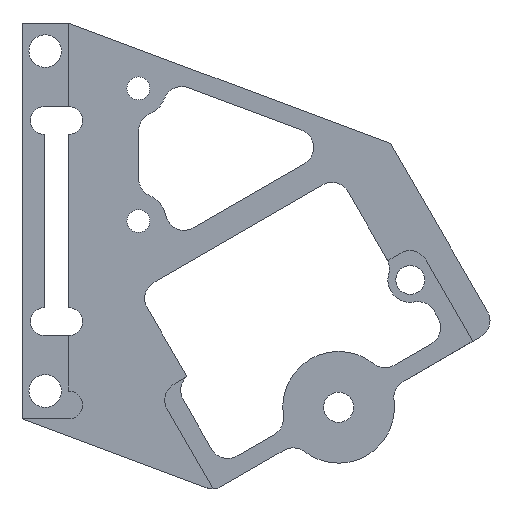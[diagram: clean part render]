
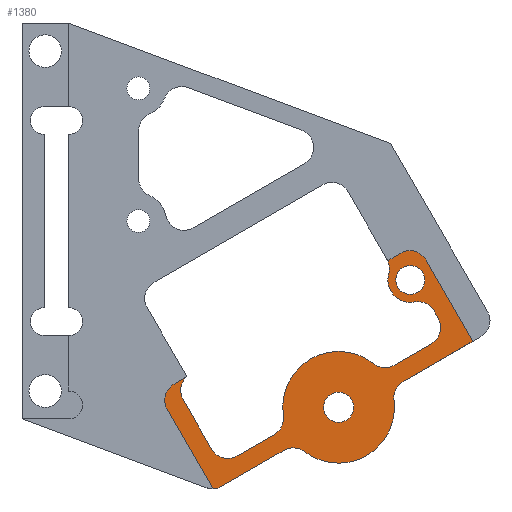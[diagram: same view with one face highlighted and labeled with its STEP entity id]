
A CAD part, left-side view. The second image highlights one B-rep face of the part: STEP entity #1380.
In plain terms, the highlighted planar face has unit normal (-1, 0, 0).
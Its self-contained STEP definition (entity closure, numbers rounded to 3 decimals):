
#23=FACE_BOUND('',#149,.T.);
#24=FACE_BOUND('',#150,.T.);
#32=PLANE('',#1512);
#71=FACE_OUTER_BOUND('',#148,.T.);
#148=EDGE_LOOP('',(#956,#957,#958,#959,#960,#961,#962,#963,#964,#965,#966,
#967,#968,#969,#970,#971,#972,#973,#974,#975,#976,#977,#978,#979,#980));
#149=EDGE_LOOP('',(#981));
#150=EDGE_LOOP('',(#982));
#245=LINE('',#2162,#370);
#246=LINE('',#2171,#371);
#247=LINE('',#2173,#372);
#248=LINE('',#2177,#373);
#249=LINE('',#2185,#374);
#250=LINE('',#2189,#375);
#251=LINE('',#2197,#376);
#252=LINE('',#2201,#377);
#253=LINE('',#2205,#378);
#254=LINE('',#2208,#379);
#370=VECTOR('',#1737,10.);
#371=VECTOR('',#1746,10.);
#372=VECTOR('',#1747,10.);
#373=VECTOR('',#1750,10.);
#374=VECTOR('',#1757,10.);
#375=VECTOR('',#1760,10.);
#376=VECTOR('',#1767,10.);
#377=VECTOR('',#1770,10.);
#378=VECTOR('',#1773,10.);
#379=VECTOR('',#1776,10.);
#472=CIRCLE('',#1475,1.55);
#474=CIRCLE('',#1478,1.621);
#477=CIRCLE('',#1482,2.);
#505=CIRCLE('',#1513,2.);
#506=CIRCLE('',#1514,6.);
#507=CIRCLE('',#1515,2.);
#508=CIRCLE('',#1516,2.);
#509=CIRCLE('',#1517,2.);
#510=CIRCLE('',#1518,2.4);
#511=CIRCLE('',#1519,2.);
#512=CIRCLE('',#1520,2.);
#513=CIRCLE('',#1521,2.);
#514=CIRCLE('',#1522,6.);
#515=CIRCLE('',#1523,2.);
#516=CIRCLE('',#1524,2.);
#517=CIRCLE('',#1525,2.);
#518=CIRCLE('',#1526,2.);
#546=VERTEX_POINT('',#2041);
#548=VERTEX_POINT('',#2047);
#552=VERTEX_POINT('',#2056);
#553=VERTEX_POINT('',#2058);
#602=VERTEX_POINT('',#2160);
#603=VERTEX_POINT('',#2164);
#604=VERTEX_POINT('',#2166);
#605=VERTEX_POINT('',#2168);
#606=VERTEX_POINT('',#2170);
#607=VERTEX_POINT('',#2172);
#608=VERTEX_POINT('',#2174);
#609=VERTEX_POINT('',#2176);
#610=VERTEX_POINT('',#2178);
#611=VERTEX_POINT('',#2180);
#612=VERTEX_POINT('',#2182);
#613=VERTEX_POINT('',#2184);
#614=VERTEX_POINT('',#2186);
#615=VERTEX_POINT('',#2188);
#616=VERTEX_POINT('',#2190);
#617=VERTEX_POINT('',#2192);
#618=VERTEX_POINT('',#2194);
#619=VERTEX_POINT('',#2196);
#620=VERTEX_POINT('',#2198);
#621=VERTEX_POINT('',#2200);
#622=VERTEX_POINT('',#2202);
#623=VERTEX_POINT('',#2204);
#624=VERTEX_POINT('',#2206);
#681=EDGE_CURVE('',#546,#546,#472,.T.);
#684=EDGE_CURVE('',#548,#548,#474,.T.);
#689=EDGE_CURVE('',#553,#552,#477,.T.);
#741=EDGE_CURVE('',#552,#602,#245,.T.);
#742=EDGE_CURVE('',#602,#603,#505,.T.);
#743=EDGE_CURVE('',#603,#604,#506,.T.);
#744=EDGE_CURVE('',#604,#605,#507,.T.);
#745=EDGE_CURVE('',#605,#606,#246,.T.);
#746=EDGE_CURVE('',#606,#607,#247,.T.);
#747=EDGE_CURVE('',#608,#607,#508,.T.);
#748=EDGE_CURVE('',#608,#609,#248,.T.);
#749=EDGE_CURVE('',#609,#610,#509,.T.);
#750=EDGE_CURVE('',#610,#611,#510,.T.);
#751=EDGE_CURVE('',#611,#612,#511,.T.);
#752=EDGE_CURVE('',#612,#613,#249,.T.);
#753=EDGE_CURVE('',#613,#614,#512,.T.);
#754=EDGE_CURVE('',#614,#615,#250,.T.);
#755=EDGE_CURVE('',#615,#616,#513,.T.);
#756=EDGE_CURVE('',#616,#617,#514,.T.);
#757=EDGE_CURVE('',#617,#618,#515,.T.);
#758=EDGE_CURVE('',#618,#619,#251,.T.);
#759=EDGE_CURVE('',#619,#620,#516,.T.);
#760=EDGE_CURVE('',#620,#621,#252,.T.);
#761=EDGE_CURVE('',#622,#621,#517,.F.);
#762=EDGE_CURVE('',#622,#623,#253,.T.);
#763=EDGE_CURVE('',#624,#623,#518,.T.);
#764=EDGE_CURVE('',#624,#553,#254,.T.);
#956=ORIENTED_EDGE('',*,*,#689,.T.);
#957=ORIENTED_EDGE('',*,*,#741,.T.);
#958=ORIENTED_EDGE('',*,*,#742,.T.);
#959=ORIENTED_EDGE('',*,*,#743,.T.);
#960=ORIENTED_EDGE('',*,*,#744,.T.);
#961=ORIENTED_EDGE('',*,*,#745,.T.);
#962=ORIENTED_EDGE('',*,*,#746,.T.);
#963=ORIENTED_EDGE('',*,*,#747,.F.);
#964=ORIENTED_EDGE('',*,*,#748,.T.);
#965=ORIENTED_EDGE('',*,*,#749,.T.);
#966=ORIENTED_EDGE('',*,*,#750,.T.);
#967=ORIENTED_EDGE('',*,*,#751,.T.);
#968=ORIENTED_EDGE('',*,*,#752,.T.);
#969=ORIENTED_EDGE('',*,*,#753,.T.);
#970=ORIENTED_EDGE('',*,*,#754,.T.);
#971=ORIENTED_EDGE('',*,*,#755,.T.);
#972=ORIENTED_EDGE('',*,*,#756,.T.);
#973=ORIENTED_EDGE('',*,*,#757,.T.);
#974=ORIENTED_EDGE('',*,*,#758,.T.);
#975=ORIENTED_EDGE('',*,*,#759,.T.);
#976=ORIENTED_EDGE('',*,*,#760,.T.);
#977=ORIENTED_EDGE('',*,*,#761,.F.);
#978=ORIENTED_EDGE('',*,*,#762,.T.);
#979=ORIENTED_EDGE('',*,*,#763,.F.);
#980=ORIENTED_EDGE('',*,*,#764,.T.);
#981=ORIENTED_EDGE('',*,*,#681,.F.);
#982=ORIENTED_EDGE('',*,*,#684,.F.);
#1380=ADVANCED_FACE('',(#71,#23,#24),#32,.T.);
#1475=AXIS2_PLACEMENT_3D('',#2042,#1636,#1637);
#1478=AXIS2_PLACEMENT_3D('',#2048,#1643,#1644);
#1482=AXIS2_PLACEMENT_3D('',#2059,#1653,#1654);
#1512=AXIS2_PLACEMENT_3D('',#2163,#1738,#1739);
#1513=AXIS2_PLACEMENT_3D('',#2165,#1740,#1741);
#1514=AXIS2_PLACEMENT_3D('',#2167,#1742,#1743);
#1515=AXIS2_PLACEMENT_3D('',#2169,#1744,#1745);
#1516=AXIS2_PLACEMENT_3D('',#2175,#1748,#1749);
#1517=AXIS2_PLACEMENT_3D('',#2179,#1751,#1752);
#1518=AXIS2_PLACEMENT_3D('',#2181,#1753,#1754);
#1519=AXIS2_PLACEMENT_3D('',#2183,#1755,#1756);
#1520=AXIS2_PLACEMENT_3D('',#2187,#1758,#1759);
#1521=AXIS2_PLACEMENT_3D('',#2191,#1761,#1762);
#1522=AXIS2_PLACEMENT_3D('',#2193,#1763,#1764);
#1523=AXIS2_PLACEMENT_3D('',#2195,#1765,#1766);
#1524=AXIS2_PLACEMENT_3D('',#2199,#1768,#1769);
#1525=AXIS2_PLACEMENT_3D('',#2203,#1771,#1772);
#1526=AXIS2_PLACEMENT_3D('',#2207,#1774,#1775);
#1636=DIRECTION('center_axis',(-1.,0.,0.));
#1637=DIRECTION('ref_axis',(0.,-1.,0.));
#1643=DIRECTION('center_axis',(-1.,0.,0.));
#1644=DIRECTION('ref_axis',(0.,-1.,0.));
#1653=DIRECTION('center_axis',(-1.,0.,0.));
#1654=DIRECTION('ref_axis',(0.,-0.083,-0.997));
#1737=DIRECTION('',(0.,-0.866,0.5));
#1738=DIRECTION('center_axis',(-1.,0.,0.));
#1739=DIRECTION('ref_axis',(0.,0.,-1.));
#1740=DIRECTION('center_axis',(1.,0.,0.));
#1741=DIRECTION('ref_axis',(0.,-0.065,0.998));
#1742=DIRECTION('center_axis',(-1.,0.,0.));
#1743=DIRECTION('ref_axis',(0.,-1.,0.));
#1744=DIRECTION('center_axis',(1.,0.,0.));
#1745=DIRECTION('ref_axis',(0.,0.897,0.443));
#1746=DIRECTION('',(0.,-0.866,0.5));
#1747=DIRECTION('',(0.,0.5,0.866));
#1748=DIRECTION('center_axis',(1.,0.,0.));
#1749=DIRECTION('ref_axis',(0.,-0.259,0.966));
#1750=DIRECTION('',(0.,0.866,-0.5));
#1751=DIRECTION('center_axis',(1.,0.,0.));
#1752=DIRECTION('ref_axis',(0.,-0.993,0.121));
#1753=DIRECTION('center_axis',(-1.,0.,0.));
#1754=DIRECTION('ref_axis',(0.,0.828,0.56));
#1755=DIRECTION('center_axis',(1.,0.,0.));
#1756=DIRECTION('ref_axis',(0.,-0.417,0.909));
#1757=DIRECTION('',(0.,-0.5,-0.866));
#1758=DIRECTION('center_axis',(1.,0.,0.));
#1759=DIRECTION('ref_axis',(0.,-0.966,-0.259));
#1760=DIRECTION('',(0.,0.866,-0.5));
#1761=DIRECTION('center_axis',(1.,0.,0.));
#1762=DIRECTION('ref_axis',(0.,0.074,-0.997));
#1763=DIRECTION('center_axis',(-1.,0.,0.));
#1764=DIRECTION('ref_axis',(0.,-1.,0.));
#1765=DIRECTION('center_axis',(1.,0.,0.));
#1766=DIRECTION('ref_axis',(0.,-0.901,-0.434));
#1767=DIRECTION('',(0.,0.866,-0.5));
#1768=DIRECTION('center_axis',(1.,0.,0.));
#1769=DIRECTION('ref_axis',(0.,0.259,-0.966));
#1770=DIRECTION('',(0.,0.5,0.866));
#1771=DIRECTION('center_axis',(1.,0.,0.));
#1772=DIRECTION('ref_axis',(0.,0.663,0.749));
#1773=DIRECTION('',(0.,0.866,-0.5));
#1774=DIRECTION('center_axis',(1.,0.,0.));
#1775=DIRECTION('ref_axis',(0.,0.966,0.259));
#1776=DIRECTION('',(0.,-0.5,-0.866));
#2041=CARTESIAN_POINT('',(2.,-38.641,-11.322));
#2042=CARTESIAN_POINT('Origin',(2.,-40.191,-11.322));
#2047=CARTESIAN_POINT('',(2.,-30.879,-25.));
#2048=CARTESIAN_POINT('Origin',(2.,-32.5,-25.));
#2056=CARTESIAN_POINT('',(2.,-19.952,-33.481));
#2058=CARTESIAN_POINT('',(2.,-19.018,-33.748));
#2059=CARTESIAN_POINT('Origin',(2.,-18.952,-31.749));
#2160=CARTESIAN_POINT('',(2.,-26.638,-29.621));
#2162=CARTESIAN_POINT('',(2.,-26.085,-29.94));
#2163=CARTESIAN_POINT('Origin',(2.,-32.5,-25.));
#2164=CARTESIAN_POINT('',(2.,-28.853,-29.765));
#2165=CARTESIAN_POINT('Origin',(2.,-27.638,-31.353));
#2166=CARTESIAN_POINT('',(2.,-38.45,-24.224));
#2167=CARTESIAN_POINT('Origin',(2.,-32.5,-25.));
#2168=CARTESIAN_POINT('',(2.,-39.433,-22.234));
#2169=CARTESIAN_POINT('Origin',(2.,-40.433,-23.966));
#2170=CARTESIAN_POINT('',(2.,-46.935,-17.902));
#2171=CARTESIAN_POINT('',(2.,-35.592,-24.451));
#2172=CARTESIAN_POINT('',(2.,-41.9,-9.181));
#2173=CARTESIAN_POINT('',(2.,-46.935,-17.902));
#2174=CARTESIAN_POINT('',(2.,-39.168,-8.449));
#2175=CARTESIAN_POINT('Origin',(2.,-40.168,-10.181));
#2176=CARTESIAN_POINT('',(2.,-37.776,-9.252));
#2177=CARTESIAN_POINT('',(2.,-33.95,-11.461));
#2178=CARTESIAN_POINT('',(2.,-37.886,-10.656));
#2179=CARTESIAN_POINT('Origin',(2.,-35.964,-10.1));
#2180=CARTESIAN_POINT('',(2.,-40.639,-13.68));
#2181=CARTESIAN_POINT('Origin',(2.,-40.191,-11.322));
#2182=CARTESIAN_POINT('',(2.,-42.745,-14.644));
#2183=CARTESIAN_POINT('Origin',(2.,-41.013,-15.644));
#2184=CARTESIAN_POINT('',(2.,-43.203,-15.438));
#2185=CARTESIAN_POINT('',(2.,-43.252,-15.522));
#2186=CARTESIAN_POINT('',(2.,-42.471,-18.17));
#2187=CARTESIAN_POINT('Origin',(2.,-41.471,-16.438));
#2188=CARTESIAN_POINT('',(2.,-38.482,-20.473));
#2189=CARTESIAN_POINT('',(2.,-38.119,-20.683));
#2190=CARTESIAN_POINT('',(2.,-36.237,-20.306));
#2191=CARTESIAN_POINT('Origin',(2.,-37.482,-18.741));
#2192=CARTESIAN_POINT('',(2.,-26.566,-25.889));
#2193=CARTESIAN_POINT('Origin',(2.,-32.5,-25.));
#2194=CARTESIAN_POINT('',(2.,-25.588,-27.917));
#2195=CARTESIAN_POINT('Origin',(2.,-24.588,-26.185));
#2196=CARTESIAN_POINT('',(2.,-21.6,-30.22));
#2197=CARTESIAN_POINT('',(2.,-29.469,-25.677));
#2198=CARTESIAN_POINT('',(2.,-18.868,-29.488));
#2199=CARTESIAN_POINT('Origin',(2.,-20.6,-28.488));
#2200=CARTESIAN_POINT('',(2.,-15.812,-24.196));
#2201=CARTESIAN_POINT('',(2.,-20.1,-31.623));
#2202=CARTESIAN_POINT('',(2.,-16.218,-21.699));
#2203=CARTESIAN_POINT('Origin',(2.,-17.544,-23.196));
#2204=CARTESIAN_POINT('',(2.,-14.832,-22.499));
#2205=CARTESIAN_POINT('',(2.,-20.916,-18.986));
#2206=CARTESIAN_POINT('',(2.,-14.1,-25.231));
#2207=CARTESIAN_POINT('Origin',(2.,-15.832,-24.231));
#2208=CARTESIAN_POINT('',(2.,-13.1,-23.499));
